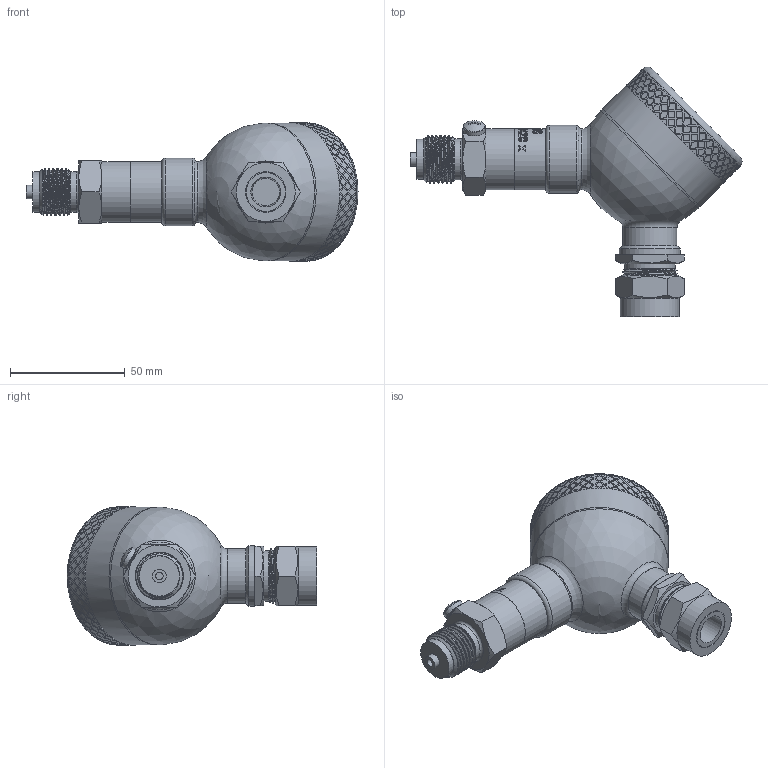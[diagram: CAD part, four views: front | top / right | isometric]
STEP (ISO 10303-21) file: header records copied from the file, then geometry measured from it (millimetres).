
FILE_DESCRIPTION(/* description */ (''),/* implementation_level */ '2;1');
FILE_NAME(/* name */ 'APZ3420x_M20x1,5EN_CableGlandM20x1,5Exd.step',/* time_stamp */ '2022-08-29T10:41:51+03:00',/* author */ (''),/* organization */ (''),/* preprocessor_version */ 'ST-DEVELOPER v19',/* originating_system */ 'Autodesk Translation Framework v11.7.0.108',/* authorisation */ '');
FILE_SCHEMA (('AUTOMOTIVE_DESIGN { 1 0 10303 214 3 1 1 }'));
Length unit declared in the file: millimetre
Products named in the file (7): (Unsaved); M20x1,5 EN; Field housing; Main body; Cover without display; screw M6x1 v1; M20x1,5 steel cable gland Ex d v3
Assembly tree (6 placements, depth 3):
  (Unsaved)
    M20x1,5 EN
    Field housing
      Main body
      Cover without display
    screw M6x1 v1
    M20x1,5 steel cable gland Ex d v3
Bounding box: 144.42 x 108.62 x 60.1 mm (x, y, z)
Volume: 245094.3 mm3; surface area: 40897.3 mm2
Topology: 5 solids, 5 shells, 1372 faces, 3436 edges, 2313 vertices
Faces by surface type: bspline 890, cylinder 300, plane 140, cone 27, torus 13, sphere 2
Full cylindrical faces by diameter (mm): 3.3 x1, 4.234 x6, 4.744 x5, 5.12 x6, 6 x1, 9.6 x1, 12 x1, 13 x1, 17 x2, 17.5 x1, 17.6 x1, 17.8 x1, 18.137 x7, 18.631 x6, 19.85 x6, 21 x1, 22 x1, 22.132 x1, 22.4 x1, 23.6 x1, 24.5 x2, 25.6 x1, 26.5 x3, 29.5 x1, 57.2 x1, 60 x2
Entity records: 78407 total; most frequent: CARTESIAN_POINT 51290, ORIENTED_EDGE 6866, EDGE_CURVE 3433, DIRECTION 2929, VERTEX_POINT 2313, B_SPLINE_CURVE_WITH_KNOTS 1845, EDGE_LOOP 1616, FACE_OUTER_BOUND 1372
